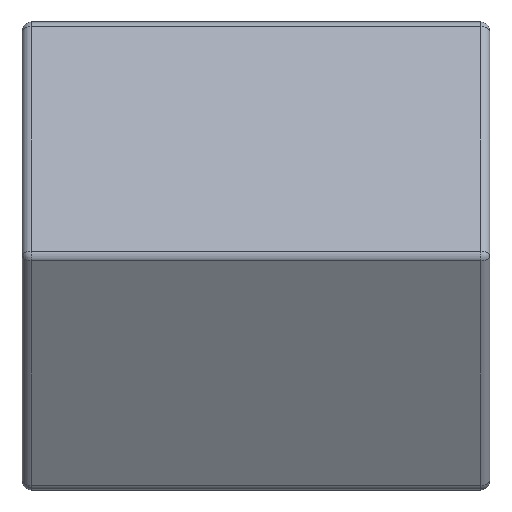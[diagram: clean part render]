
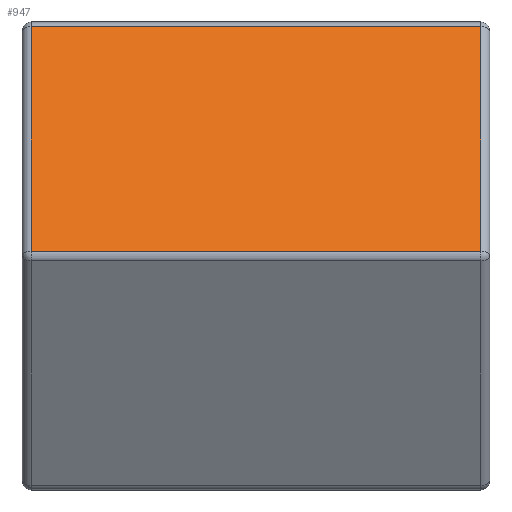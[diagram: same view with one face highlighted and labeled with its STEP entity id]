
A CAD part, front view. The second image highlights one B-rep face of the part: STEP entity #947.
In plain terms, the highlighted planar face has unit normal (0, -0.866, 0.5).
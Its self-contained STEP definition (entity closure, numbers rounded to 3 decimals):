
#166 = CARTESIAN_POINT ( 'NONE',  ( 0.1, -1.472, 2.45 ) ) ;
#185 = ORIENTED_EDGE ( 'NONE', *, *, #1174, .T. ) ;
#261 = VERTEX_POINT ( 'NONE', #403 ) ;
#264 = LINE ( 'NONE', #310, #1071 ) ;
#274 = DIRECTION ( 'NONE',  ( 0., 0.5, 0.866 ) ) ;
#276 = VERTEX_POINT ( 'NONE', #569 ) ;
#303 = DIRECTION ( 'NONE',  ( 0., -0.5, -0.866 ) ) ;
#305 = CARTESIAN_POINT ( 'NONE',  ( 0.1, -1.443, 2.5 ) ) ;
#310 = CARTESIAN_POINT ( 'NONE',  ( 4.9, -1.443, 2.5 ) ) ;
#314 = LINE ( 'NONE', #305, #1247 ) ;
#352 = ORIENTED_EDGE ( 'NONE', *, *, #1077, .T. ) ;
#392 = ORIENTED_EDGE ( 'NONE', *, *, #1219, .T. ) ;
#403 = CARTESIAN_POINT ( 'NONE',  ( 4.9, -2.858, 0.05 ) ) ;
#428 = VERTEX_POINT ( 'NONE', #166 ) ;
#430 = CARTESIAN_POINT ( 'NONE',  ( 5., -1.472, 2.45 ) ) ;
#450 = EDGE_LOOP ( 'NONE', ( #392, #649, #185, #352 ) ) ;
#473 = CARTESIAN_POINT ( 'NONE',  ( 5., -2.858, 0.05 ) ) ;
#569 = CARTESIAN_POINT ( 'NONE',  ( 0.1, -2.858, 0.05 ) ) ;
#649 = ORIENTED_EDGE ( 'NONE', *, *, #1137, .T. ) ;
#741 = VERTEX_POINT ( 'NONE', #1016 ) ;
#752 = VECTOR ( 'NONE', #821, 1000. ) ;
#774 = DIRECTION ( 'NONE',  ( 0., 0.5, 0.866 ) ) ;
#777 = DIRECTION ( 'NONE',  ( 0., 0.866, -0.5 ) ) ;
#781 = PLANE ( 'NONE',  #795 ) ;
#787 = CARTESIAN_POINT ( 'NONE',  ( 5., -1.443, 2.5 ) ) ;
#794 = DIRECTION ( 'NONE',  ( -1., 0., 0. ) ) ;
#795 = AXIS2_PLACEMENT_3D ( 'NONE', #787, #777, #774 ) ;
#821 = DIRECTION ( 'NONE',  ( 1., 0., 0. ) ) ;
#947 = ADVANCED_FACE ( 'NONE', ( #1037 ), #781, .F. ) ;
#1016 = CARTESIAN_POINT ( 'NONE',  ( 4.9, -1.472, 2.45 ) ) ;
#1037 = FACE_OUTER_BOUND ( 'NONE', #450, .T. ) ;
#1071 = VECTOR ( 'NONE', #274, 1000. ) ;
#1077 = EDGE_CURVE ( 'NONE', #276, #261, #1200, .T. ) ;
#1129 = VECTOR ( 'NONE', #794, 1000. ) ;
#1137 = EDGE_CURVE ( 'NONE', #741, #428, #1144, .T. ) ;
#1144 = LINE ( 'NONE', #430, #1129 ) ;
#1174 = EDGE_CURVE ( 'NONE', #428, #276, #314, .T. ) ;
#1200 = LINE ( 'NONE', #473, #752 ) ;
#1219 = EDGE_CURVE ( 'NONE', #261, #741, #264, .T. ) ;
#1247 = VECTOR ( 'NONE', #303, 1000. ) ;
